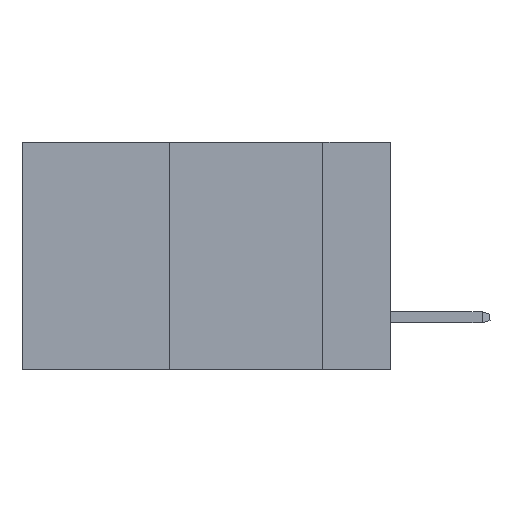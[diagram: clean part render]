
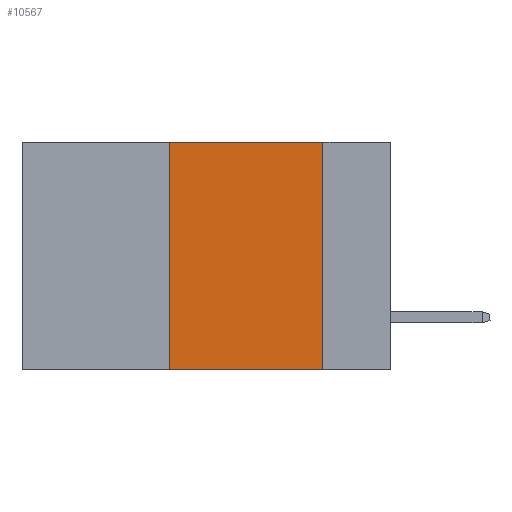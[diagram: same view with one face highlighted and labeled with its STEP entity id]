
A CAD part, left-side view. The second image highlights one B-rep face of the part: STEP entity #10567.
In plain terms, the highlighted planar face has unit normal (-1, 0, 0).
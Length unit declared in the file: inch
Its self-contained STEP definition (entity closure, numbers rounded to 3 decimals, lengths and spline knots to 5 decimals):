
#61 = EDGE_CURVE ( 'NONE', #11281, #10769, #7357, .T. ) ;
#342 = ORIENTED_EDGE ( 'NONE', *, *, #9006, .F. ) ;
#397 = CARTESIAN_POINT ( 'NONE',  ( 0., 0.6, 0. ) ) ;
#462 = CARTESIAN_POINT ( 'NONE',  ( 0., 0.11, 0. ) ) ;
#889 = DIRECTION ( 'NONE',  ( 0., -1., 0. ) ) ;
#1452 = CARTESIAN_POINT ( 'NONE',  ( 0., 0.36, -0.37 ) ) ;
#1603 = EDGE_LOOP ( 'NONE', ( #3054, #342, #5262, #10626 ) ) ;
#1887 = AXIS2_PLACEMENT_3D ( 'NONE', #397, #9028, #3275 ) ;
#2185 = DIRECTION ( 'NONE',  ( 0., 0., 1. ) ) ;
#2267 = VERTEX_POINT ( 'NONE', #11068 ) ;
#2882 = VECTOR ( 'NONE', #6550, 39.37008 ) ;
#3054 = ORIENTED_EDGE ( 'NONE', *, *, #61, .F. ) ;
#3275 = DIRECTION ( 'NONE',  ( 0., 0., -1. ) ) ;
#3676 = CARTESIAN_POINT ( 'NONE',  ( 0., 0.11, 0. ) ) ;
#4338 = DIRECTION ( 'NONE',  ( 0., -1., 0. ) ) ;
#4360 = LINE ( 'NONE', #5842, #11156 ) ;
#4504 = VECTOR ( 'NONE', #4338, 39.37008 ) ;
#5075 = VECTOR ( 'NONE', #889, 39.37008 ) ;
#5126 = EDGE_CURVE ( 'NONE', #10679, #2267, #4360, .T. ) ;
#5141 = PLANE ( 'NONE',  #1887 ) ;
#5262 = ORIENTED_EDGE ( 'NONE', *, *, #5126, .F. ) ;
#5842 = CARTESIAN_POINT ( 'NONE',  ( 0., 0.36, 0. ) ) ;
#6550 = DIRECTION ( 'NONE',  ( 0., 0., -1. ) ) ;
#6588 = EDGE_CURVE ( 'NONE', #10679, #10769, #7615, .T. ) ;
#7357 = LINE ( 'NONE', #3676, #2882 ) ;
#7615 = LINE ( 'NONE', #10420, #5075 ) ;
#7792 = FACE_OUTER_BOUND ( 'NONE', #1603, .T. ) ;
#8285 = CARTESIAN_POINT ( 'NONE',  ( 0., 0.11, -0.37 ) ) ;
#9006 = EDGE_CURVE ( 'NONE', #2267, #11281, #9349, .T. ) ;
#9028 = DIRECTION ( 'NONE',  ( 1., 0., 0. ) ) ;
#9349 = LINE ( 'NONE', #11083, #4504 ) ;
#10420 = CARTESIAN_POINT ( 'NONE',  ( 0., 0.6, -0.37 ) ) ;
#10567 = ADVANCED_FACE ( 'NONE', ( #7792 ), #5141, .F. ) ;
#10626 = ORIENTED_EDGE ( 'NONE', *, *, #6588, .T. ) ;
#10679 = VERTEX_POINT ( 'NONE', #1452 ) ;
#10769 = VERTEX_POINT ( 'NONE', #8285 ) ;
#11068 = CARTESIAN_POINT ( 'NONE',  ( 0., 0.36, 0. ) ) ;
#11083 = CARTESIAN_POINT ( 'NONE',  ( 0., 0.6, 0. ) ) ;
#11156 = VECTOR ( 'NONE', #2185, 39.37008 ) ;
#11281 = VERTEX_POINT ( 'NONE', #462 ) ;
